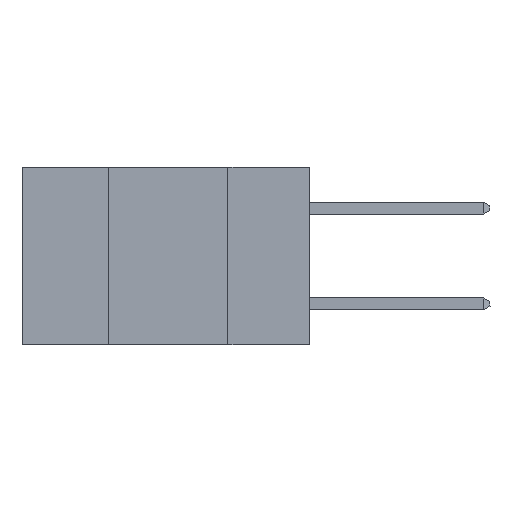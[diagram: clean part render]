
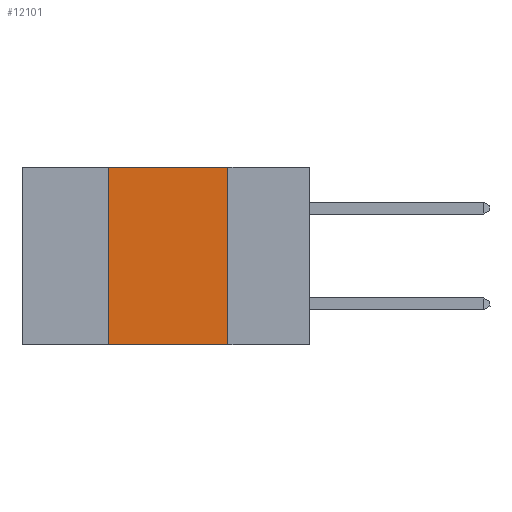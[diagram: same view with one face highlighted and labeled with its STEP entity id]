
A CAD part, left-side view. The second image highlights one B-rep face of the part: STEP entity #12101.
In plain terms, the highlighted planar face has unit normal (-1, 0, 0).
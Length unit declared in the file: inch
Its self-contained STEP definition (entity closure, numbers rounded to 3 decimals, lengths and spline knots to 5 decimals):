
#73 = VECTOR ( 'NONE', #8634, 39.37008 ) ;
#326 = ORIENTED_EDGE ( 'NONE', *, *, #1158, .T. ) ;
#898 = VECTOR ( 'NONE', #4931, 39.37008 ) ;
#1158 = EDGE_CURVE ( 'NONE', #16389, #10870, #10858, .T. ) ;
#1812 = LINE ( 'NONE', #7518, #15279 ) ;
#1976 = VERTEX_POINT ( 'NONE', #9201 ) ;
#2935 = CARTESIAN_POINT ( 'NONE',  ( 0., 0.6, 0. ) ) ;
#3265 = AXIS2_PLACEMENT_3D ( 'NONE', #2935, #12226, #4253 ) ;
#3775 = VECTOR ( 'NONE', #6878, 39.37008 ) ;
#4253 = DIRECTION ( 'NONE',  ( 0., 0., -1. ) ) ;
#4377 = LINE ( 'NONE', #7262, #73 ) ;
#4396 = LINE ( 'NONE', #14098, #898 ) ;
#4931 = DIRECTION ( 'NONE',  ( 0., 0., -1. ) ) ;
#6182 = CARTESIAN_POINT ( 'NONE',  ( 0., 0.42, -0.37 ) ) ;
#6518 = VERTEX_POINT ( 'NONE', #13968 ) ;
#6878 = DIRECTION ( 'NONE',  ( 0., -1., 0. ) ) ;
#6940 = ORIENTED_EDGE ( 'NONE', *, *, #13862, .F. ) ;
#7203 = FACE_OUTER_BOUND ( 'NONE', #11348, .T. ) ;
#7262 = CARTESIAN_POINT ( 'NONE',  ( 0., 0.42, 0. ) ) ;
#7460 = CARTESIAN_POINT ( 'NONE',  ( 0., 0.6, -0.37 ) ) ;
#7518 = CARTESIAN_POINT ( 'NONE',  ( 0., 0.6, 0. ) ) ;
#8364 = CARTESIAN_POINT ( 'NONE',  ( 0., 0.17, -0.37 ) ) ;
#8634 = DIRECTION ( 'NONE',  ( 0., 0., 1. ) ) ;
#9201 = CARTESIAN_POINT ( 'NONE',  ( 0., 0.17, 0. ) ) ;
#9214 = EDGE_CURVE ( 'NONE', #16389, #6518, #4377, .T. ) ;
#10283 = DIRECTION ( 'NONE',  ( 0., -1., 0. ) ) ;
#10858 = LINE ( 'NONE', #7460, #3775 ) ;
#10869 = PLANE ( 'NONE',  #3265 ) ;
#10870 = VERTEX_POINT ( 'NONE', #8364 ) ;
#11348 = EDGE_LOOP ( 'NONE', ( #13140, #6940, #13903, #326 ) ) ;
#12101 = ADVANCED_FACE ( 'NONE', ( #7203 ), #10869, .F. ) ;
#12226 = DIRECTION ( 'NONE',  ( 1., 0., 0. ) ) ;
#13140 = ORIENTED_EDGE ( 'NONE', *, *, #15200, .F. ) ;
#13862 = EDGE_CURVE ( 'NONE', #6518, #1976, #1812, .T. ) ;
#13903 = ORIENTED_EDGE ( 'NONE', *, *, #9214, .F. ) ;
#13968 = CARTESIAN_POINT ( 'NONE',  ( 0., 0.42, 0. ) ) ;
#14098 = CARTESIAN_POINT ( 'NONE',  ( 0., 0.17, 0. ) ) ;
#15200 = EDGE_CURVE ( 'NONE', #1976, #10870, #4396, .T. ) ;
#15279 = VECTOR ( 'NONE', #10283, 39.37008 ) ;
#16389 = VERTEX_POINT ( 'NONE', #6182 ) ;
